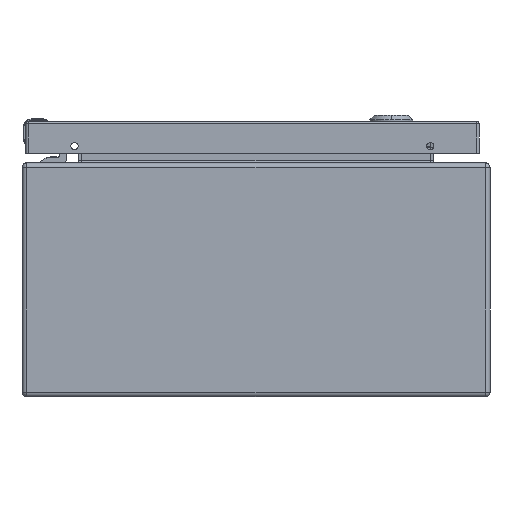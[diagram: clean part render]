
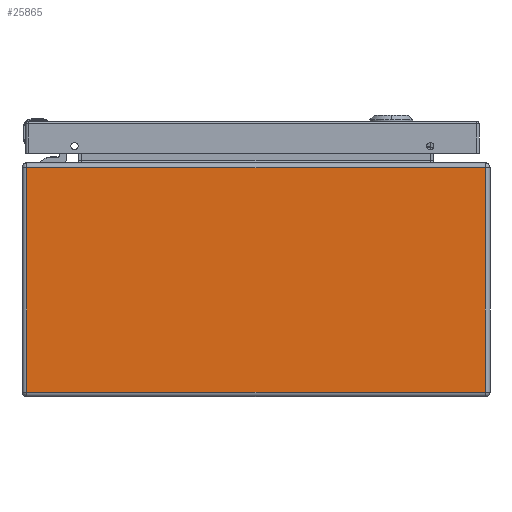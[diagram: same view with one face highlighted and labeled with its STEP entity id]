
A CAD part, front view. The second image highlights one B-rep face of the part: STEP entity #25865.
In plain terms, the highlighted planar face has unit normal (0, -1, 0).
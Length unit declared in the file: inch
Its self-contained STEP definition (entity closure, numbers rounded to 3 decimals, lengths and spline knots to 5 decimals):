
#2511 = VECTOR ( 'NONE', #16555, 39.37008 ) ;
#3598 = CARTESIAN_POINT ( 'NONE',  ( -5.88189, -10., 3. ) ) ;
#4553 = DIRECTION ( 'NONE',  ( 0., 0., 1. ) ) ;
#5946 = DIRECTION ( 'NONE',  ( -1., 0., 0. ) ) ;
#9076 = CARTESIAN_POINT ( 'NONE',  ( -6., -10., 2.88189 ) ) ;
#9952 = VERTEX_POINT ( 'NONE', #32935 ) ;
#11349 = CARTESIAN_POINT ( 'NONE',  ( 5.88189, -10., 3. ) ) ;
#12616 = LINE ( 'NONE', #3598, #2511 ) ;
#12617 = EDGE_LOOP ( 'NONE', ( #35808, #25500, #19892, #38241 ) ) ;
#12787 = VECTOR ( 'NONE', #27182, 39.37008 ) ;
#13477 = EDGE_CURVE ( 'NONE', #9952, #36554, #17046, .T. ) ;
#14157 = FACE_OUTER_BOUND ( 'NONE', #12617, .T. ) ;
#16555 = DIRECTION ( 'NONE',  ( 0., 0., -1. ) ) ;
#17046 = LINE ( 'NONE', #9076, #28515 ) ;
#17096 = EDGE_CURVE ( 'NONE', #37537, #36713, #33423, .T. ) ;
#17300 = DIRECTION ( 'NONE',  ( 0., 1., 0. ) ) ;
#17594 = CARTESIAN_POINT ( 'NONE',  ( 6., -10., -2.88189 ) ) ;
#19892 = ORIENTED_EDGE ( 'NONE', *, *, #35140, .T. ) ;
#25500 = ORIENTED_EDGE ( 'NONE', *, *, #17096, .T. ) ;
#25865 = ADVANCED_FACE ( 'NONE', ( #14157 ), #33130, .F. ) ;
#26574 = VECTOR ( 'NONE', #26968, 39.37008 ) ;
#26968 = DIRECTION ( 'NONE',  ( 0., 0., 1. ) ) ;
#27182 = DIRECTION ( 'NONE',  ( 1., 0., 0. ) ) ;
#28515 = VECTOR ( 'NONE', #5946, 39.37008 ) ;
#29708 = AXIS2_PLACEMENT_3D ( 'NONE', #36251, #17300, #4553 ) ;
#30671 = CARTESIAN_POINT ( 'NONE',  ( 5.88189, -10., -2.88189 ) ) ;
#32935 = CARTESIAN_POINT ( 'NONE',  ( 5.88189, -10., 2.88189 ) ) ;
#33130 = PLANE ( 'NONE',  #29708 ) ;
#33273 = CARTESIAN_POINT ( 'NONE',  ( -5.88189, -10., -2.88189 ) ) ;
#33423 = LINE ( 'NONE', #17594, #12787 ) ;
#33901 = EDGE_CURVE ( 'NONE', #36554, #37537, #12616, .T. ) ;
#35140 = EDGE_CURVE ( 'NONE', #36713, #9952, #37187, .T. ) ;
#35808 = ORIENTED_EDGE ( 'NONE', *, *, #33901, .T. ) ;
#36251 = CARTESIAN_POINT ( 'NONE',  ( -6., -10., 3. ) ) ;
#36554 = VERTEX_POINT ( 'NONE', #41144 ) ;
#36713 = VERTEX_POINT ( 'NONE', #30671 ) ;
#37187 = LINE ( 'NONE', #11349, #26574 ) ;
#37537 = VERTEX_POINT ( 'NONE', #33273 ) ;
#38241 = ORIENTED_EDGE ( 'NONE', *, *, #13477, .T. ) ;
#41144 = CARTESIAN_POINT ( 'NONE',  ( -5.88189, -10., 2.88189 ) ) ;
